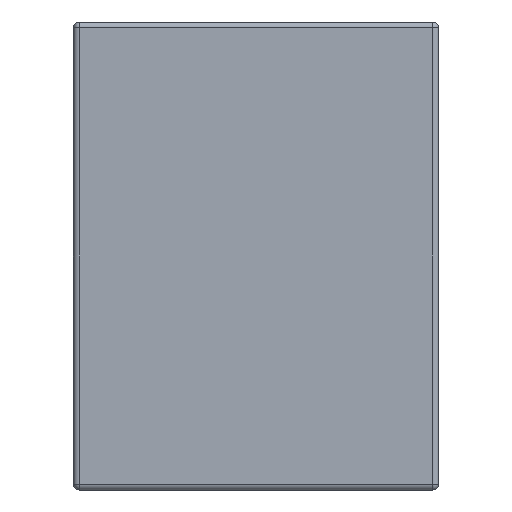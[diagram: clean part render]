
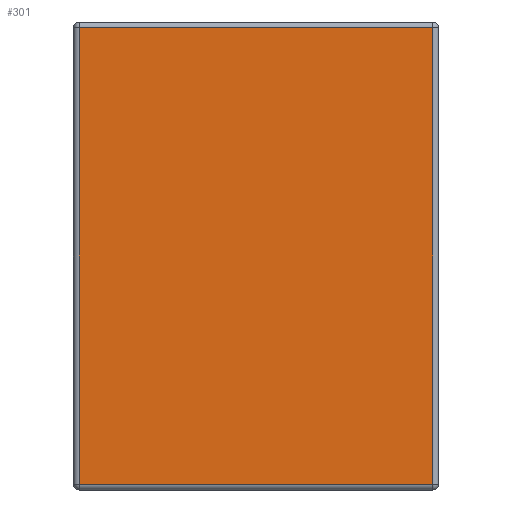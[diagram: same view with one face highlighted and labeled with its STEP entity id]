
A CAD part, left-side view. The second image highlights one B-rep face of the part: STEP entity #301.
In plain terms, the highlighted planar face has unit normal (-1, 0, 0).
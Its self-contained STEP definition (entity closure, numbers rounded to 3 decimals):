
#278 = VERTEX_POINT ( 'NONE', #1206 ) ;
#279 = VERTEX_POINT ( 'NONE', #1205 ) ;
#280 = ORIENTED_EDGE ( 'NONE', *, *, #281, .T. ) ;
#281 = EDGE_CURVE ( 'NONE', #279, #282, #1204, .T. ) ;
#282 = VERTEX_POINT ( 'NONE', #1200 ) ;
#283 = ORIENTED_EDGE ( 'NONE', *, *, #284, .T. ) ;
#284 = EDGE_CURVE ( 'NONE', #282, #285, #974, .T. ) ;
#285 = VERTEX_POINT ( 'NONE', #1265 ) ;
#286 = ORIENTED_EDGE ( 'NONE', *, *, #287, .T. ) ;
#287 = EDGE_CURVE ( 'NONE', #285, #278, #1263, .T. ) ;
#301 = ADVANCED_FACE ( 'NONE', ( #1312 ), #1295, .F. ) ;
#302 = EDGE_LOOP ( 'NONE', ( #303, #280, #283, #286 ) ) ;
#303 = ORIENTED_EDGE ( 'NONE', *, *, #304, .T. ) ;
#304 = EDGE_CURVE ( 'NONE', #278, #279, #1296, .T. ) ;
#973 = CARTESIAN_POINT ( 'NONE',  ( -3., 3.2, -2. ) ) ;
#974 = LINE ( 'NONE', #973, #1267 ) ;
#1200 = CARTESIAN_POINT ( 'NONE',  ( -3., 3.15, -2. ) ) ;
#1201 = DIRECTION ( 'NONE',  ( 0., 0., -1. ) ) ;
#1202 = VECTOR ( 'NONE', #1201, 1000. ) ;
#1203 = CARTESIAN_POINT ( 'NONE',  ( -3., 3.15, 2.05 ) ) ;
#1204 = LINE ( 'NONE', #1203, #1202 ) ;
#1205 = CARTESIAN_POINT ( 'NONE',  ( -3., 3.15, 2. ) ) ;
#1206 = CARTESIAN_POINT ( 'NONE',  ( -3., 0.05, 2. ) ) ;
#1260 = DIRECTION ( 'NONE',  ( 0., 0., 1. ) ) ;
#1261 = VECTOR ( 'NONE', #1260, 1000. ) ;
#1262 = CARTESIAN_POINT ( 'NONE',  ( -3., 0.05, 2.05 ) ) ;
#1263 = LINE ( 'NONE', #1262, #1261 ) ;
#1265 = CARTESIAN_POINT ( 'NONE',  ( -3., 0.05, -2. ) ) ;
#1266 = DIRECTION ( 'NONE',  ( 0., -1., 0. ) ) ;
#1267 = VECTOR ( 'NONE', #1266, 1000. ) ;
#1295 = PLANE ( 'NONE',  #1297 ) ;
#1296 = LINE ( 'NONE', #1348, #1347 ) ;
#1297 = AXIS2_PLACEMENT_3D ( 'NONE', #1351, #1350, #1349 ) ;
#1312 = FACE_OUTER_BOUND ( 'NONE', #302, .T. ) ;
#1346 = DIRECTION ( 'NONE',  ( 0., 1., 0. ) ) ;
#1347 = VECTOR ( 'NONE', #1346, 1000. ) ;
#1348 = CARTESIAN_POINT ( 'NONE',  ( -3., 3.2, 2. ) ) ;
#1349 = DIRECTION ( 'NONE',  ( 0., 0., -1. ) ) ;
#1350 = DIRECTION ( 'NONE',  ( 1., 0., 0. ) ) ;
#1351 = CARTESIAN_POINT ( 'NONE',  ( -3., 3.2, 2.05 ) ) ;
